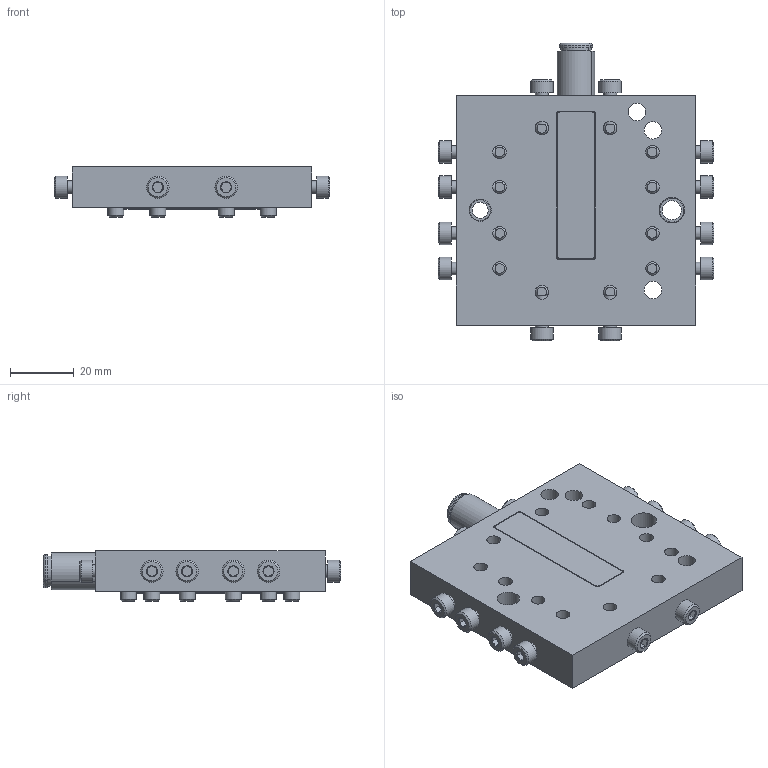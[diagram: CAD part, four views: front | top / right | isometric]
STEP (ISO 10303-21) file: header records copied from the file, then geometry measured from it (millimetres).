
FILE_DESCRIPTION(/* description */ (''),/* implementation_level */ '2;1');
FILE_NAME(/* name */ 'F10161931--_1-ASSY_ CMS2 ETL_ 16X16 SENSOR-SUB ASSY ALIGNMENT FIXTURE ASSY.stp',/* time_stamp */ '2021-09-03T12:55:13-05:00',/* author */ (''),/* organization */ (''),/* preprocessor_version */ 'ST-DEVELOPER v16',/* originating_system */ 'SIEMENS PLM Software NX 11.0',/* authorisation */ '');
FILE_SCHEMA (('AUTOMOTIVE_DESIGN { 1 0 10303 214 3 1 1 1 }'));
Products named in the file (12): F10161762--_1-MODULE_ CMS2 ETL_ PIXEL SENSOR 16X16; F10161763--_1-MODULE_ CMS2 ETL_ PIXEL SENSOR READOUT CHIP 16X16; FC0073750--_1-FITTING_ 1_4IN TUBE PUSH CONNECT TO 10-32 THD_ MCMASTER
-5779K246; FC0067034--_1-STRAIGHT DRILL BUSHING_ ID 6MM_ HT 5MM_ MISUMI JBAUC 6-
5; FC0067035--_1-STRAIGHT DRILL BUSHING_ ID 5MM_ HT 5MM_ MISUMI JBAUC 5-
5; F10161930--_1-FIXTURE_ CMS2 ETL_ 16X16 FIXTURE VACUUM BACKPLATE; FC0005872--_1-SHCS_M4x.7x10LGxFT_SS18-8; FC0005874--_1-SHCS_M4x.7x14LGxFT_SS18-8; F10161929--_1-PIN_ CMS2 ETL_ 16X16 FIXTURE ALIGNMENT PIN; F10161928--_1-FIXTURE_ CMS2 ETL_ 16X16 SENSOR SUB-ASSY ALIGNMENT FIXT
URE; F10161766--_1-MODULE_ CMS2 ETL_ FULL SENSOR ASSY 16X16_MODEL; F10161931--_1-ASSY_ CMS2 ETL_ 16X16 SENSOR-SUB ASSY ALIGNMENT FIXTURE
 ASSY
Assembly tree (38 placements, depth 3):
  F10161931--_1-ASSY_ CMS2 ETL_ 16X16 SENSOR-SUB ASSY ALIGNMENT FIXTURE
 ASSY
    F10161928--_1-FIXTURE_ CMS2 ETL_ 16X16 SENSOR SUB-ASSY ALIGNMENT FIXT
URE
    F10161766--_1-MODULE_ CMS2 ETL_ FULL SENSOR ASSY 16X16_MODEL
      F10161763--_1-MODULE_ CMS2 ETL_ PIXEL SENSOR READOUT CHIP 16X16  x4
      F10161762--_1-MODULE_ CMS2 ETL_ PIXEL SENSOR 16X16  x4
    F10161929--_1-PIN_ CMS2 ETL_ 16X16 FIXTURE ALIGNMENT PIN  x12
    FC0005874--_1-SHCS_M4x.7x14LGxFT_SS18-8  x8
    FC0005872--_1-SHCS_M4x.7x10LGxFT_SS18-8  x4
    F10161930--_1-FIXTURE_ CMS2 ETL_ 16X16 FIXTURE VACUUM BACKPLATE
    FC0067035--_1-STRAIGHT DRILL BUSHING_ ID 5MM_ HT 5MM_ MISUMI JBAUC 5-
5
    FC0067034--_1-STRAIGHT DRILL BUSHING_ ID 6MM_ HT 5MM_ MISUMI JBAUC 6-
5
    FC0073750--_1-FITTING_ 1_4IN TUBE PUSH CONNECT TO 10-32 THD_ MCMASTER
-5779K246
Bounding box: 86.2 x 93.11 x 15.7 mm (x, y, z)
Volume: 71011.6 mm3; surface area: 56562.6 mm2
Topology: 89 solids, 89 shells, 810 faces, 1573 edges, 997 vertices
Faces by surface type: plane 502, cylinder 183, cone 119, torus 4, bspline 2
Full cylindrical faces by diameter (mm): 0.25 x32, 1.587 x4, 3.3 x12, 4 x24, 4.039 x1, 4.25 x12, 5 x13, 5.25 x12, 5.5 x3, 6 x1, 6.975 x1, 7 x13, 7.975 x1, 8 x1
Entity records: 15222 total; most frequent: CARTESIAN_POINT 3497, DIRECTION 1874, ORIENTED_EDGE 1618, EDGE_CURVE 809, AXIS2_PLACEMENT_3D 679, EDGE_LOOP 588, VERTEX_POINT 576, LINE 516
